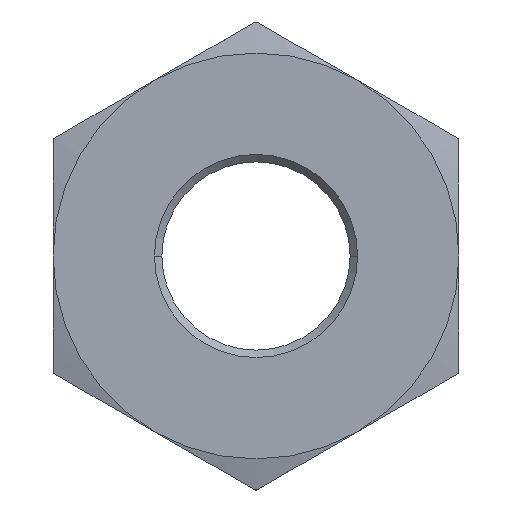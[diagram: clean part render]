
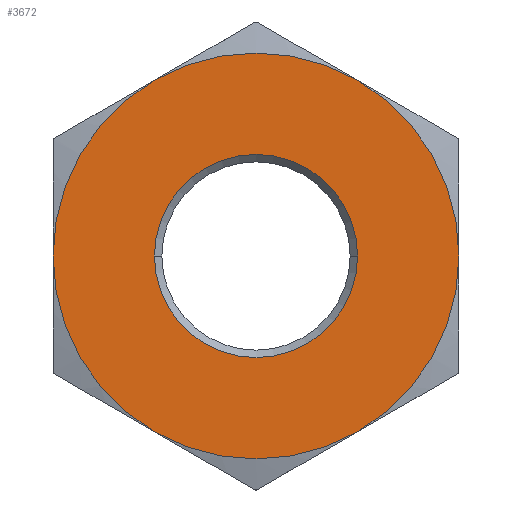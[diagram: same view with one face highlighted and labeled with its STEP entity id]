
A CAD part, front view. The second image highlights one B-rep face of the part: STEP entity #3672.
In plain terms, the highlighted planar face has unit normal (0, -1, 0).
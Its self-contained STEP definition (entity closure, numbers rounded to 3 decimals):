
#222 = DIRECTION ( 'NONE',  ( 0., -1., 0. ) ) ;
#334 = EDGE_LOOP ( 'NONE', ( #1010, #12845, #6115, #5358, #11797, #9993 ) ) ;
#519 = FACE_OUTER_BOUND ( 'NONE', #334, .T. ) ;
#696 = DIRECTION ( 'NONE',  ( 0., -1., 0. ) ) ;
#764 = PLANE ( 'NONE',  #4134 ) ;
#1010 = ORIENTED_EDGE ( 'NONE', *, *, #13320, .T. ) ;
#1176 = CARTESIAN_POINT ( 'NONE',  ( -13.009, 0., 0. ) ) ;
#1745 = DIRECTION ( 'NONE',  ( 1., 0., 0. ) ) ;
#1848 = CIRCLE ( 'NONE', #3202, 26. ) ;
#2394 = DIRECTION ( 'NONE',  ( 1., 0., 0. ) ) ;
#2497 = CARTESIAN_POINT ( 'NONE',  ( -13., 0., -22.517 ) ) ;
#2549 = CIRCLE ( 'NONE', #12471, 26. ) ;
#2779 = DIRECTION ( 'NONE',  ( 0., -1., 0. ) ) ;
#2878 = EDGE_CURVE ( 'NONE', #5210, #6386, #13102, .T. ) ;
#2950 = CARTESIAN_POINT ( 'NONE',  ( -26., 0., 0. ) ) ;
#3100 = CARTESIAN_POINT ( 'NONE',  ( 0., 0., 0. ) ) ;
#3202 = AXIS2_PLACEMENT_3D ( 'NONE', #7238, #8241, #12806 ) ;
#3374 = CARTESIAN_POINT ( 'NONE',  ( 0., 0., 0. ) ) ;
#3526 = AXIS2_PLACEMENT_3D ( 'NONE', #11384, #696, #9386 ) ;
#3620 = EDGE_CURVE ( 'NONE', #6040, #9196, #2549, .T. ) ;
#3672 = ADVANCED_FACE ( 'NONE', ( #519, #10688 ), #764, .F. ) ;
#3970 = DIRECTION ( 'NONE',  ( 0., 0., 1. ) ) ;
#4134 = AXIS2_PLACEMENT_3D ( 'NONE', #11685, #5144, #3970 ) ;
#4345 = EDGE_CURVE ( 'NONE', #10627, #5210, #14066, .T. ) ;
#4377 = CIRCLE ( 'NONE', #10236, 13.009 ) ;
#4392 = VERTEX_POINT ( 'NONE', #1176 ) ;
#4703 = EDGE_CURVE ( 'NONE', #13638, #4392, #4377, .T. ) ;
#5144 = DIRECTION ( 'NONE',  ( 0., 1., 0. ) ) ;
#5210 = VERTEX_POINT ( 'NONE', #6998 ) ;
#5295 = DIRECTION ( 'NONE',  ( 0., -1., 0. ) ) ;
#5358 = ORIENTED_EDGE ( 'NONE', *, *, #2878, .T. ) ;
#5617 = CARTESIAN_POINT ( 'NONE',  ( -13., 0., 22.517 ) ) ;
#5749 = EDGE_CURVE ( 'NONE', #4392, #13638, #6002, .T. ) ;
#5827 = CIRCLE ( 'NONE', #9046, 26. ) ;
#5877 = EDGE_CURVE ( 'NONE', #6386, #6040, #5827, .T. ) ;
#6002 = CIRCLE ( 'NONE', #3526, 13.009 ) ;
#6040 = VERTEX_POINT ( 'NONE', #5617 ) ;
#6115 = ORIENTED_EDGE ( 'NONE', *, *, #4345, .T. ) ;
#6386 = VERTEX_POINT ( 'NONE', #12106 ) ;
#6515 = EDGE_LOOP ( 'NONE', ( #8043, #6749 ) ) ;
#6742 = DIRECTION ( 'NONE',  ( 0., -1., 0. ) ) ;
#6749 = ORIENTED_EDGE ( 'NONE', *, *, #5749, .F. ) ;
#6979 = DIRECTION ( 'NONE',  ( 1., 0., 0. ) ) ;
#6998 = CARTESIAN_POINT ( 'NONE',  ( 26., 0., 0. ) ) ;
#7238 = CARTESIAN_POINT ( 'NONE',  ( 0., 0., 0. ) ) ;
#7521 = DIRECTION ( 'NONE',  ( 1., 0., 0. ) ) ;
#7746 = VERTEX_POINT ( 'NONE', #2497 ) ;
#8043 = ORIENTED_EDGE ( 'NONE', *, *, #4703, .F. ) ;
#8241 = DIRECTION ( 'NONE',  ( 0., -1., 0. ) ) ;
#8868 = CARTESIAN_POINT ( 'NONE',  ( 13., 0., -22.517 ) ) ;
#8918 = DIRECTION ( 'NONE',  ( 1., 0., 0. ) ) ;
#9046 = AXIS2_PLACEMENT_3D ( 'NONE', #3374, #5295, #7521 ) ;
#9116 = CARTESIAN_POINT ( 'NONE',  ( 0., 0., 0. ) ) ;
#9196 = VERTEX_POINT ( 'NONE', #2950 ) ;
#9205 = CARTESIAN_POINT ( 'NONE',  ( 0., 0., 0. ) ) ;
#9297 = CIRCLE ( 'NONE', #13186, 26. ) ;
#9385 = CARTESIAN_POINT ( 'NONE',  ( 13.009, 0., 0. ) ) ;
#9386 = DIRECTION ( 'NONE',  ( 1., 0., 0. ) ) ;
#9957 = AXIS2_PLACEMENT_3D ( 'NONE', #12180, #222, #2394 ) ;
#9993 = ORIENTED_EDGE ( 'NONE', *, *, #3620, .T. ) ;
#10221 = DIRECTION ( 'NONE',  ( 0., -1., 0. ) ) ;
#10236 = AXIS2_PLACEMENT_3D ( 'NONE', #3100, #10629, #11613 ) ;
#10627 = VERTEX_POINT ( 'NONE', #8868 ) ;
#10629 = DIRECTION ( 'NONE',  ( 0., -1., 0. ) ) ;
#10688 = FACE_BOUND ( 'NONE', #6515, .T. ) ;
#11168 = CARTESIAN_POINT ( 'NONE',  ( 0., 0., 0. ) ) ;
#11384 = CARTESIAN_POINT ( 'NONE',  ( 0., 0., 0. ) ) ;
#11613 = DIRECTION ( 'NONE',  ( 1., 0., 0. ) ) ;
#11685 = CARTESIAN_POINT ( 'NONE',  ( 0., 0., 0. ) ) ;
#11797 = ORIENTED_EDGE ( 'NONE', *, *, #5877, .T. ) ;
#11934 = AXIS2_PLACEMENT_3D ( 'NONE', #11168, #6742, #8918 ) ;
#12106 = CARTESIAN_POINT ( 'NONE',  ( 13., 0., 22.517 ) ) ;
#12180 = CARTESIAN_POINT ( 'NONE',  ( 0., 0., 0. ) ) ;
#12471 = AXIS2_PLACEMENT_3D ( 'NONE', #9116, #10221, #6979 ) ;
#12806 = DIRECTION ( 'NONE',  ( 1., 0., 0. ) ) ;
#12845 = ORIENTED_EDGE ( 'NONE', *, *, #13629, .T. ) ;
#13102 = CIRCLE ( 'NONE', #11934, 26. ) ;
#13186 = AXIS2_PLACEMENT_3D ( 'NONE', #9205, #2779, #1745 ) ;
#13320 = EDGE_CURVE ( 'NONE', #9196, #7746, #9297, .T. ) ;
#13629 = EDGE_CURVE ( 'NONE', #7746, #10627, #1848, .T. ) ;
#13638 = VERTEX_POINT ( 'NONE', #9385 ) ;
#14066 = CIRCLE ( 'NONE', #9957, 26. ) ;
